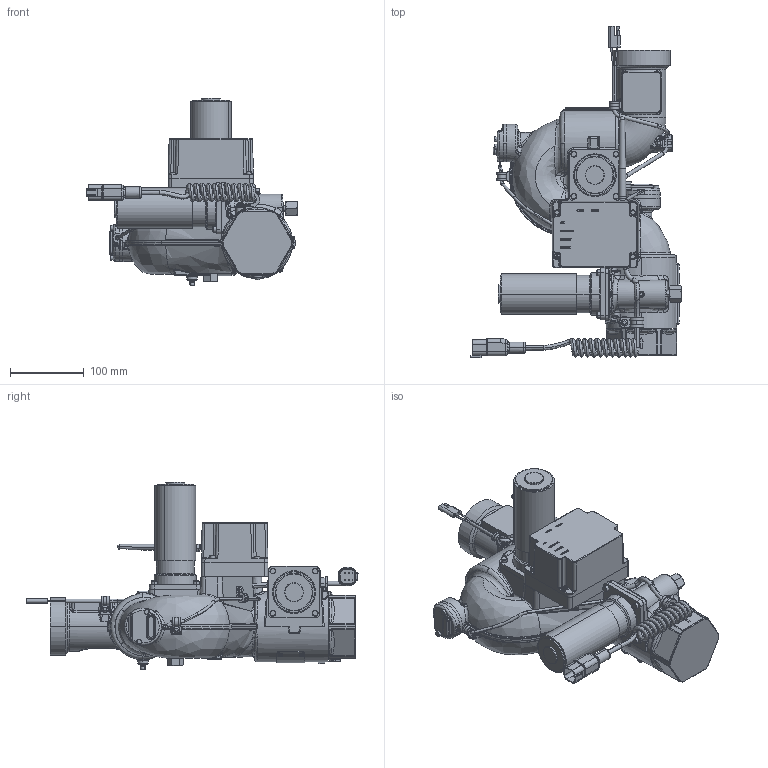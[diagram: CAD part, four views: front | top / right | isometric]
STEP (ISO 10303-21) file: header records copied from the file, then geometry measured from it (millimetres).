
FILE_DESCRIPTION (( 'STEP AP214' ), '1' );
FILE_NAME ('7100 HD (00007101HD)_4_defeature.STEP', '2018-11-14T16:38:57', ( 'eb' ), ( '' ), 'SwSTEP 2.0', 'SolidWorks 2018', '' );
FILE_SCHEMA (( 'AUTOMOTIVE_DESIGN' ));
Length unit declared in the file: inch
Products named in the file (1): 7100 HD (00007101HD)_4_defeature
Bounding box: 285.3 x 449.38 x 253.77 mm (x, y, z)
Volume: 4972289.3 mm3; surface area: 552177 mm2
Topology: 19 solids, 19 shells, 3186 faces, 8455 edges, 5425 vertices
Faces by surface type: plane 1377, cylinder 812, bspline 550, cone 237, torus 157, sphere 53
Entity records: 163638 total; most frequent: CARTESIAN_POINT 76058, ORIENTED_EDGE 16810, DIRECTION 14112, EDGE_CURVE 8405, VERTEX_POINT 5425, AXIS2_PLACEMENT_3D 4894, VECTOR 4324, LINE 4324
